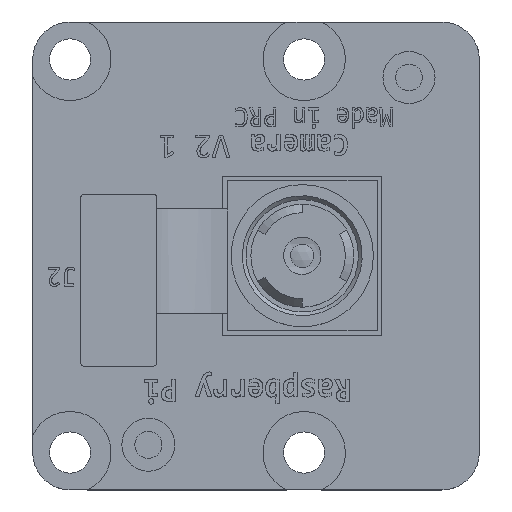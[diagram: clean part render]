
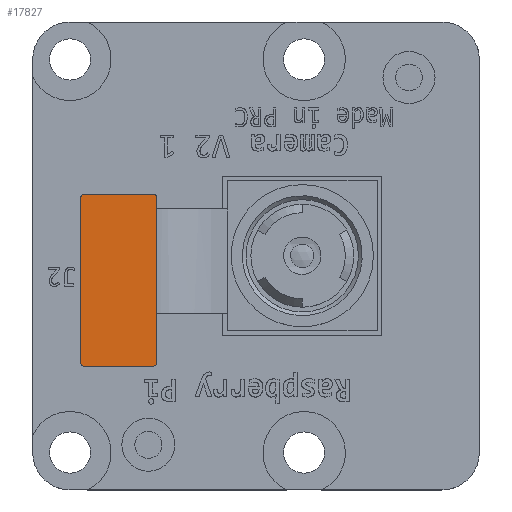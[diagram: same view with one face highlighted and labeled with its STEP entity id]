
A CAD part, top view. The second image highlights one B-rep face of the part: STEP entity #17827.
In plain terms, the highlighted planar face has unit normal (0, 0, 1).
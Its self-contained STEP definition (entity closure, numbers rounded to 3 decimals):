
#215=CIRCLE('',#18637,0.2);
#216=CIRCLE('',#18640,0.2);
#217=CIRCLE('',#18643,0.2);
#218=CIRCLE('',#18645,0.2);
#1180=PLANE('',#18648);
#2058=FACE_OUTER_BOUND('',#3063,.T.);
#3063=EDGE_LOOP('',(#16546,#16547,#16548,#16549,#16550,#16551,#16552,#16553));
#5081=LINE('',#30722,#7107);
#5084=LINE('',#30731,#7110);
#5088=LINE('',#30742,#7114);
#5089=LINE('',#30744,#7115);
#7107=VECTOR('',#22158,10.);
#7110=VECTOR('',#22167,10.);
#7114=VECTOR('',#22181,10.);
#7115=VECTOR('',#22184,10.);
#9186=VERTEX_POINT('',#30714);
#9187=VERTEX_POINT('',#30715);
#9188=VERTEX_POINT('',#30720);
#9189=VERTEX_POINT('',#30724);
#9190=VERTEX_POINT('',#30725);
#9191=VERTEX_POINT('',#30730);
#9192=VERTEX_POINT('',#30734);
#9193=VERTEX_POINT('',#30738);
#11652=EDGE_CURVE('',#9186,#9187,#215,.T.);
#11656=EDGE_CURVE('',#9186,#9188,#5081,.T.);
#11657=EDGE_CURVE('',#9189,#9190,#216,.T.);
#11660=EDGE_CURVE('',#9191,#9190,#5084,.T.);
#11662=EDGE_CURVE('',#9191,#9192,#217,.T.);
#11664=EDGE_CURVE('',#9193,#9188,#218,.T.);
#11666=EDGE_CURVE('',#9189,#9187,#5088,.T.);
#11667=EDGE_CURVE('',#9193,#9192,#5089,.T.);
#16546=ORIENTED_EDGE('',*,*,#11652,.F.);
#16547=ORIENTED_EDGE('',*,*,#11656,.T.);
#16548=ORIENTED_EDGE('',*,*,#11664,.F.);
#16549=ORIENTED_EDGE('',*,*,#11667,.T.);
#16550=ORIENTED_EDGE('',*,*,#11662,.F.);
#16551=ORIENTED_EDGE('',*,*,#11660,.T.);
#16552=ORIENTED_EDGE('',*,*,#11657,.F.);
#16553=ORIENTED_EDGE('',*,*,#11666,.T.);
#17827=ADVANCED_FACE('',(#2058),#1180,.T.);
#18637=AXIS2_PLACEMENT_3D('',#30716,#22151,#22152);
#18640=AXIS2_PLACEMENT_3D('',#30726,#22161,#22162);
#18643=AXIS2_PLACEMENT_3D('',#30735,#22171,#22172);
#18645=AXIS2_PLACEMENT_3D('',#30739,#22176,#22177);
#18648=AXIS2_PLACEMENT_3D('',#30745,#22185,#22186);
#22151=DIRECTION('center_axis',(0.,0.,
-1.));
#22152=DIRECTION('ref_axis',(0.707,-0.707,0.));
#22158=DIRECTION('',(0.,1.,0.));
#22161=DIRECTION('center_axis',(0.,0.,
-1.));
#22162=DIRECTION('ref_axis',(-0.707,-0.707,0.));
#22167=DIRECTION('',(0.,-1.,0.));
#22171=DIRECTION('center_axis',(0.,0.,
-1.));
#22172=DIRECTION('ref_axis',(-0.707,0.707,0.));
#22176=DIRECTION('center_axis',(0.,0.,
-1.));
#22177=DIRECTION('ref_axis',(0.707,0.707,0.));
#22181=DIRECTION('',(1.,0.,0.));
#22184=DIRECTION('',(-1.,0.,0.));
#22185=DIRECTION('center_axis',(0.,0.,
1.));
#22186=DIRECTION('ref_axis',(1.,0.,0.));
#30714=CARTESIAN_POINT('',(7.061,-18.615,0.75));
#30715=CARTESIAN_POINT('',(6.861,-18.815,0.75));
#30716=CARTESIAN_POINT('Origin',(6.861,-18.615,0.75));
#30720=CARTESIAN_POINT('',(7.061,-9.836,0.75));
#30722=CARTESIAN_POINT('',(7.061,-9.636,0.75));
#30724=CARTESIAN_POINT('',(3.174,-18.815,0.75));
#30725=CARTESIAN_POINT('',(2.974,-18.615,0.75));
#30726=CARTESIAN_POINT('Origin',(3.174,-18.615,0.75));
#30730=CARTESIAN_POINT('',(2.974,-9.836,0.75));
#30731=CARTESIAN_POINT('',(2.974,-18.815,0.75));
#30734=CARTESIAN_POINT('',(3.174,-9.636,0.75));
#30735=CARTESIAN_POINT('Origin',(3.174,-9.836,0.75));
#30738=CARTESIAN_POINT('',(6.861,-9.636,0.75));
#30739=CARTESIAN_POINT('Origin',(6.861,-9.836,0.75));
#30742=CARTESIAN_POINT('',(7.061,-18.815,0.75));
#30744=CARTESIAN_POINT('',(2.974,-9.636,0.75));
#30745=CARTESIAN_POINT('Origin',(5.017,-14.225,0.75));
